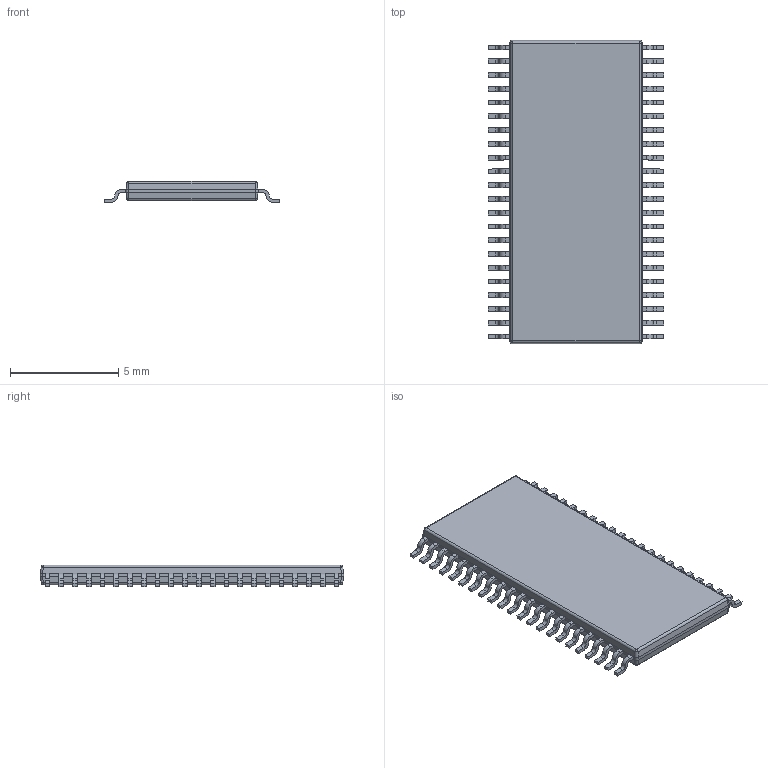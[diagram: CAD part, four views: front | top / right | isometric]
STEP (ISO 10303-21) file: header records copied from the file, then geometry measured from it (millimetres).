
FILE_DESCRIPTION((''),'2;1');
FILE_NAME('DDW0044B_ASM','2019-03-07T11:37:45',('a0412086'),(''),'CREO PARAMETRIC BY PTC INC, 2018020','CREO PARAMETRIC BY PTC INC, 2018020','');
FILE_SCHEMA(('AUTOMOTIVE_DESIGN { 1 0 10303 214 1 1 1 1 }'));
Length unit declared in the file: millimetre
Products named in the file (5): BODY-SO; LEAD-SO; THERMALPAD-SO; PIN1-ID; DDW0044B_ASM
Assembly tree (47 placements, depth 2):
  DDW0044B_ASM
    BODY-SO
    LEAD-SO  x44
    THERMALPAD-SO
    PIN1-ID
Bounding box: 8.12 x 14 x 1 mm (x, y, z)
Volume: 77.9 mm3; surface area: 313.8 mm2
Topology: 46 solids, 46 shells, 693 faces, 1760 edges, 1160 vertices
Faces by surface type: plane 489, cylinder 196, sphere 8
Entity records: 4453 total; most frequent: CARTESIAN_POINT 909, DIRECTION 563, ORIENTED_EDGE 424, PRESENTATION_STYLE_ASSIGNMENT 215, STYLED_ITEM 215, CURVE_STYLE 212, EDGE_CURVE 212, AXIS2_PLACEMENT_3D 200
